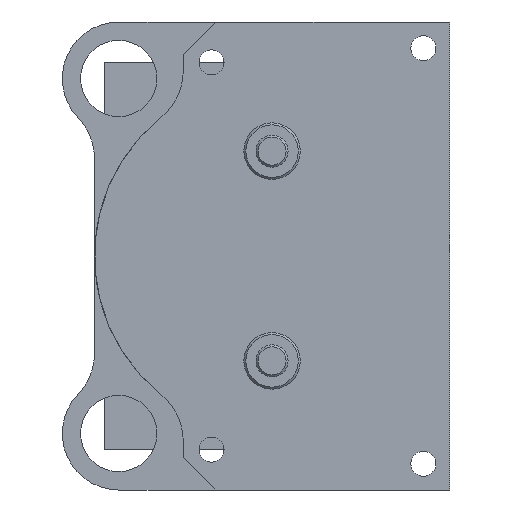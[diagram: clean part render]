
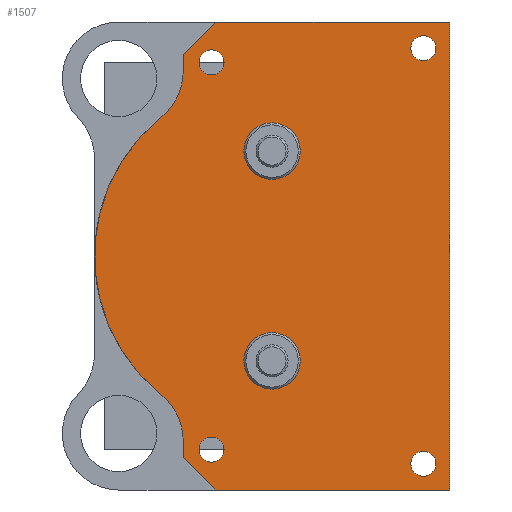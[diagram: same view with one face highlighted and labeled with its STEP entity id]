
A CAD part, left-side view. The second image highlights one B-rep face of the part: STEP entity #1507.
In plain terms, the highlighted planar face has unit normal (-1, 0, 0).
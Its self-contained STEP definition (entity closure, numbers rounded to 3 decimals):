
#140=CARTESIAN_POINT('',(0.0,3.4,51.5));
#141=VERTEX_POINT('',#140);
#142=CARTESIAN_POINT('',(0.0,6.5,51.5));
#143=DIRECTION('',(1.0,0.0,0.0));
#144=DIRECTION('',(0.0,1.0,0.0));
#145=AXIS2_PLACEMENT_3D('',#142,#143,#144);
#146=CIRCLE('',#145,3.1);
#147=EDGE_CURVE('',#141,#141,#146,.T.);
#196=CARTESIAN_POINT('',(0.0,3.4,-51.5));
#197=VERTEX_POINT('',#196);
#198=CARTESIAN_POINT('',(0.0,6.5,-51.5));
#199=DIRECTION('',(1.0,0.0,0.0));
#200=DIRECTION('',(0.0,1.0,0.0));
#201=AXIS2_PLACEMENT_3D('',#198,#199,#200);
#202=CIRCLE('',#201,3.1);
#203=EDGE_CURVE('',#197,#197,#202,.T.);
#224=CARTESIAN_POINT('',(0.0,37.0,26.0));
#225=VERTEX_POINT('',#224);
#226=CARTESIAN_POINT('',(0.0,44.0,26.0));
#227=DIRECTION('',(1.0,0.0,0.0));
#228=DIRECTION('',(0.0,1.0,0.0));
#229=AXIS2_PLACEMENT_3D('',#226,#227,#228);
#230=CIRCLE('',#229,7.);
#231=EDGE_CURVE('',#225,#225,#230,.T.);
#252=CARTESIAN_POINT('',(0.0,37.0,-26.0));
#253=VERTEX_POINT('',#252);
#254=CARTESIAN_POINT('',(0.0,44.0,-26.0));
#255=DIRECTION('',(1.0,0.0,0.0));
#256=DIRECTION('',(0.0,1.0,0.0));
#257=AXIS2_PLACEMENT_3D('',#254,#255,#256);
#258=CIRCLE('',#257,7.);
#259=EDGE_CURVE('',#253,#253,#258,.T.);
#631=CARTESIAN_POINT('',(0.0,62.1,48.));
#632=VERTEX_POINT('',#631);
#633=CARTESIAN_POINT('',(0.0,59.0,48.));
#634=DIRECTION('',(1.0,0.0,0.0));
#635=DIRECTION('',(0.0,-1.0,0.0));
#636=AXIS2_PLACEMENT_3D('',#633,#634,#635);
#637=CIRCLE('',#636,3.1);
#638=EDGE_CURVE('',#632,#632,#637,.T.);
#687=CARTESIAN_POINT('',(0.0,62.1,-48.));
#688=VERTEX_POINT('',#687);
#689=CARTESIAN_POINT('',(0.0,59.0,-48.));
#690=DIRECTION('',(1.0,0.0,0.0));
#691=DIRECTION('',(0.0,-1.0,0.0));
#692=AXIS2_PLACEMENT_3D('',#689,#690,#691);
#693=CIRCLE('',#692,3.1);
#694=EDGE_CURVE('',#688,#688,#693,.T.);
#1219=CARTESIAN_POINT('',(0.0,58.,58.));
#1220=VERTEX_POINT('',#1219);
#1227=CARTESIAN_POINT('',(0.0,0.,58.));
#1228=VERTEX_POINT('',#1227);
#1229=CARTESIAN_POINT('',(0.0,0.,58.));
#1230=DIRECTION('',(0.0,1.0,0.0));
#1231=VECTOR('',#1230,58.);
#1232=LINE('',#1229,#1231);
#1233=EDGE_CURVE('',#1228,#1220,#1232,.T.);
#1261=CARTESIAN_POINT('',(0.0,66.0,50.0));
#1262=VERTEX_POINT('',#1261);
#1269=CARTESIAN_POINT('',(0.0,58.,58.));
#1270=DIRECTION('',(0.0,0.707,-0.707));
#1271=VECTOR('',#1270,11.314);
#1272=LINE('',#1269,#1271);
#1273=EDGE_CURVE('',#1220,#1262,#1272,.T.);
#1285=CARTESIAN_POINT('',(0.0,66.0,45.957));
#1286=VERTEX_POINT('',#1285);
#1293=CARTESIAN_POINT('',(0.0,66.0,50.0));
#1294=DIRECTION('',(0.0,0.0,-1.0));
#1295=VECTOR('',#1294,4.043);
#1296=LINE('',#1293,#1295);
#1297=EDGE_CURVE('',#1262,#1286,#1296,.T.);
#1309=CARTESIAN_POINT('',(0.0,71.593,34.273));
#1310=VERTEX_POINT('',#1309);
#1317=CARTESIAN_POINT('',(0.0,81.0,45.957));
#1318=DIRECTION('',(1.0,0.0,0.0));
#1319=DIRECTION('',(0.0,-1.0,0.0));
#1320=AXIS2_PLACEMENT_3D('',#1317,#1318,#1319);
#1321=CIRCLE('',#1320,15.0);
#1322=EDGE_CURVE('',#1286,#1310,#1321,.T.);
#1335=CARTESIAN_POINT('',(0.0,71.593,-34.273));
#1336=VERTEX_POINT('',#1335);
#1343=CARTESIAN_POINT('',(0.0,44.0,0.0));
#1344=DIRECTION('',(-1.0,0.0,0.0));
#1345=DIRECTION('',(0.0,0.627,0.779));
#1346=AXIS2_PLACEMENT_3D('',#1343,#1344,#1345);
#1347=CIRCLE('',#1346,44.);
#1348=EDGE_CURVE('',#1310,#1336,#1347,.T.);
#1360=CARTESIAN_POINT('',(0.0,66.0,-45.957));
#1361=VERTEX_POINT('',#1360);
#1368=CARTESIAN_POINT('',(0.0,81.0,-45.957));
#1369=DIRECTION('',(1.0,0.0,0.0));
#1370=DIRECTION('',(0.0,-0.627,0.779));
#1371=AXIS2_PLACEMENT_3D('',#1368,#1369,#1370);
#1372=CIRCLE('',#1371,15.);
#1373=EDGE_CURVE('',#1336,#1361,#1372,.T.);
#1385=CARTESIAN_POINT('',(0.0,66.0,-50.0));
#1386=VERTEX_POINT('',#1385);
#1393=CARTESIAN_POINT('',(0.0,66.0,-45.957));
#1394=DIRECTION('',(0.0,0.0,-1.0));
#1395=VECTOR('',#1394,4.043);
#1396=LINE('',#1393,#1395);
#1397=EDGE_CURVE('',#1361,#1386,#1396,.T.);
#1409=CARTESIAN_POINT('',(0.0,58.,-58.));
#1410=VERTEX_POINT('',#1409);
#1417=CARTESIAN_POINT('',(0.0,66.0,-50.0));
#1418=DIRECTION('',(0.0,-0.707,-0.707));
#1419=VECTOR('',#1418,11.314);
#1420=LINE('',#1417,#1419);
#1421=EDGE_CURVE('',#1386,#1410,#1420,.T.);
#1432=CARTESIAN_POINT('',(0.0,0.,-58.));
#1433=VERTEX_POINT('',#1432);
#1440=CARTESIAN_POINT('',(0.0,58.,-58.));
#1441=DIRECTION('',(0.0,-1.0,0.0));
#1442=VECTOR('',#1441,58.);
#1443=LINE('',#1440,#1442);
#1444=EDGE_CURVE('',#1410,#1433,#1443,.T.);
#1461=CARTESIAN_POINT('',(0.0,0.,-58.));
#1462=DIRECTION('',(0.0,0.0,1.0));
#1463=VECTOR('',#1462,116.);
#1464=LINE('',#1461,#1463);
#1465=EDGE_CURVE('',#1433,#1228,#1464,.T.);
#1472=CARTESIAN_POINT('',(0.0,0.,58.));
#1473=DIRECTION('',(-1.0,0.0,0.0));
#1474=DIRECTION('',(0.0,0.0,1.0));
#1475=AXIS2_PLACEMENT_3D('',#1472,#1473,#1474);
#1476=PLANE('',#1475);
#1477=ORIENTED_EDGE('',*,*,#1465,.T.);
#1478=ORIENTED_EDGE('',*,*,#1233,.T.);
#1479=ORIENTED_EDGE('',*,*,#1273,.T.);
#1480=ORIENTED_EDGE('',*,*,#1297,.T.);
#1481=ORIENTED_EDGE('',*,*,#1322,.T.);
#1482=ORIENTED_EDGE('',*,*,#1348,.T.);
#1483=ORIENTED_EDGE('',*,*,#1373,.T.);
#1484=ORIENTED_EDGE('',*,*,#1397,.T.);
#1485=ORIENTED_EDGE('',*,*,#1421,.T.);
#1486=ORIENTED_EDGE('',*,*,#1444,.T.);
#1487=EDGE_LOOP('',(#1477,#1478,#1479,#1480,#1481,#1482,#1483,#1484,#1485,#1486));
#1488=FACE_OUTER_BOUND('',#1487,.T.);
#1489=ORIENTED_EDGE('',*,*,#638,.T.);
#1490=EDGE_LOOP('',(#1489));
#1491=FACE_BOUND('',#1490,.T.);
#1492=ORIENTED_EDGE('',*,*,#259,.T.);
#1493=EDGE_LOOP('',(#1492));
#1494=FACE_BOUND('',#1493,.T.);
#1495=ORIENTED_EDGE('',*,*,#231,.T.);
#1496=EDGE_LOOP('',(#1495));
#1497=FACE_BOUND('',#1496,.T.);
#1498=ORIENTED_EDGE('',*,*,#203,.T.);
#1499=EDGE_LOOP('',(#1498));
#1500=FACE_BOUND('',#1499,.T.);
#1501=ORIENTED_EDGE('',*,*,#147,.T.);
#1502=EDGE_LOOP('',(#1501));
#1503=FACE_BOUND('',#1502,.T.);
#1504=ORIENTED_EDGE('',*,*,#694,.T.);
#1505=EDGE_LOOP('',(#1504));
#1506=FACE_BOUND('',#1505,.T.);
#1507=ADVANCED_FACE('',(#1488,#1491,#1494,#1497,#1500,#1503,#1506),#1476,.T.);
